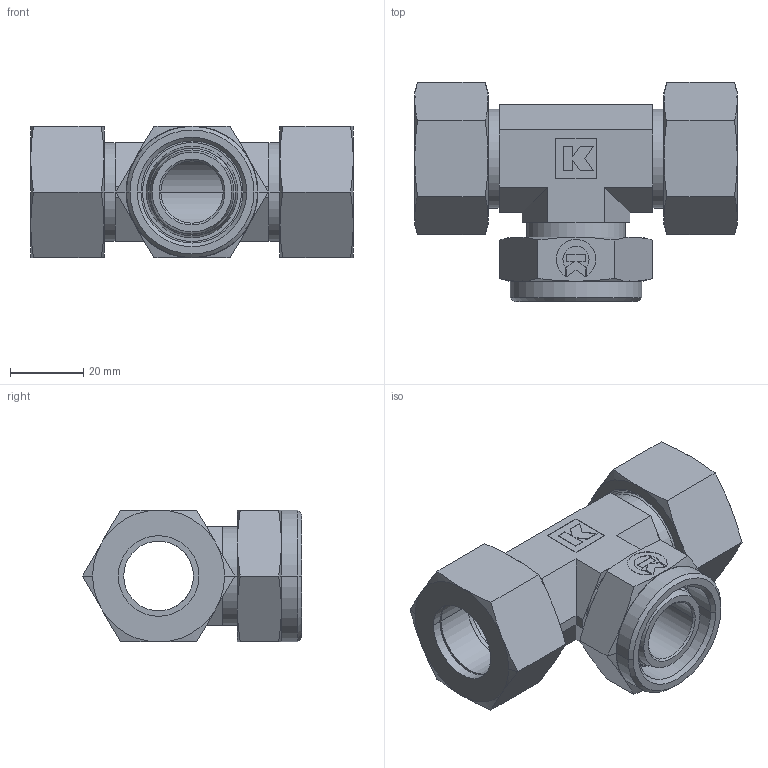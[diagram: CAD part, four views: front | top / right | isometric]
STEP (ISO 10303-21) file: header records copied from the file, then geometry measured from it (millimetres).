
FILE_DESCRIPTION( ( '' ), '1' );
FILE_NAME( '3865223022.stp', '2012-08-13T08:51:32', ( '' ), ( '' ), ' ', ' ', ' ' );
FILE_SCHEMA( ( 'CONFIG_CONTROL_DESIGN' ) );
Length unit declared in the file: millimetre
Products named in the file (5): 1; 2; 3; 4; 5
Bounding box: 88 x 59.78 x 36 mm (x, y, z)
Volume: 62116.3 mm3; surface area: 32170.2 mm2
Topology: 5 solids, 6 shells, 286 faces, 658 edges, 399 vertices
Faces by surface type: plane 138, cone 94, cylinder 48, torus 6
Entity records: 8207 total; most frequent: CARTESIAN_POINT 1559, DIRECTION 1387, ORIENTED_EDGE 1316, EDGE_CURVE 658, AXIS2_PLACEMENT_3D 513, VERTEX_POINT 399, LINE 361, VECTOR 361
